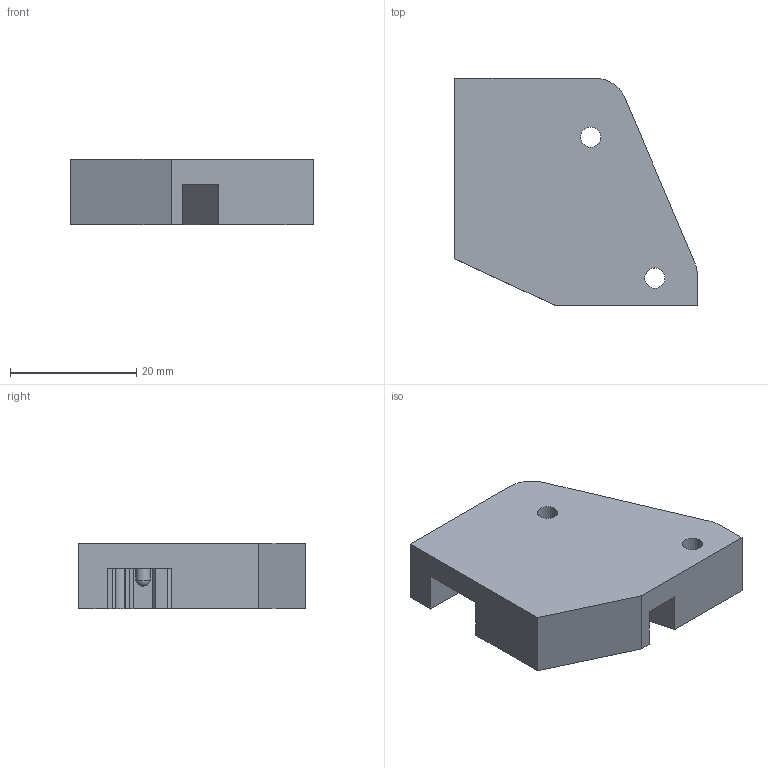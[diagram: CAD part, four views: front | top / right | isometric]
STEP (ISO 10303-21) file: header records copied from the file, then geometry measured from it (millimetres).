
FILE_DESCRIPTION (( 'STEP AP214' ), '1' );
FILE_NAME ('J4 Limit Switch Mount.STEP', '2024-02-12T01:54:15', ( '' ), ( '' ), 'SwSTEP 2.0', 'SolidWorks 2022', '' );
FILE_SCHEMA (( 'AUTOMOTIVE_DESIGN' ));
Length unit declared in the file: millimetre
Products named in the file (1): J4 Limit Switch Mount
Bounding box: 38.35 x 35.9 x 10.3 mm (x, y, z)
Volume: 9114.3 mm3; surface area: 4482.5 mm2
Topology: 1 solids, 1 shells, 55 faces, 147 edges, 98 vertices
Faces by surface type: plane 39, cylinder 14, torus 2
Full cylindrical faces by diameter (mm): 2.3 x2, 3.2 x2
Entity records: 1705 total; most frequent: CARTESIAN_POINT 291, DIRECTION 281, ORIENTED_EDGE 278, EDGE_CURVE 139, VECTOR 109, LINE 109, VERTEX_POINT 96, AXIS2_PLACEMENT_3D 86
